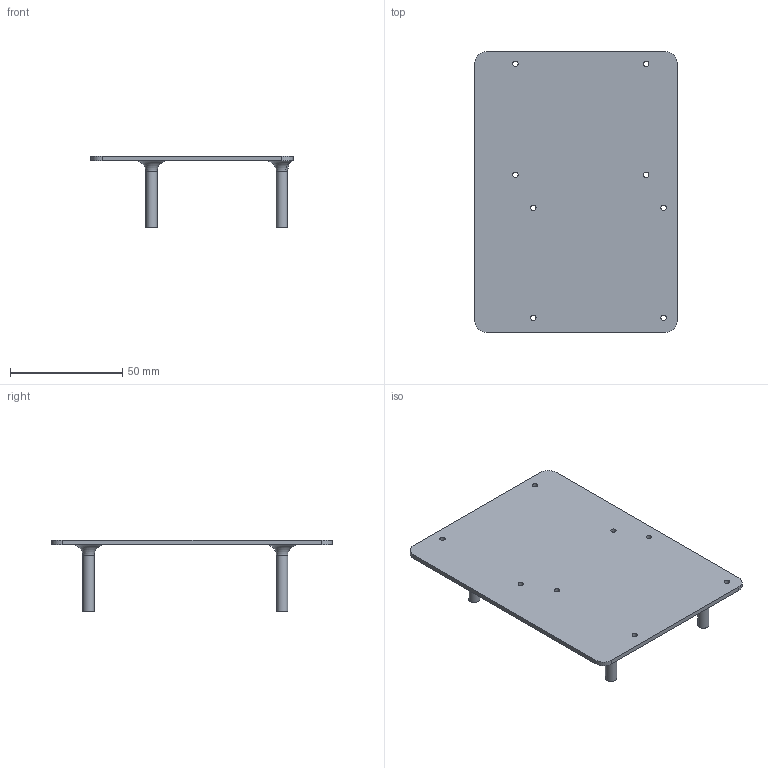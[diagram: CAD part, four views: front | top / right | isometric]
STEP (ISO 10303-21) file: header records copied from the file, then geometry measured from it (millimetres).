
FILE_DESCRIPTION(/* description */ (''),/* implementation_level */ '2;1');
FILE_NAME(/* name */ '5f1f8bdf2672bf1207f2f288',/* time_stamp */ '2020-07-28T02:22:24+00:00',/* author */ (''),/* organization */ (''),/* preprocessor_version */ 'ST-DEVELOPER v16.7',/* originating_system */ $,/* authorisation */ $);
FILE_SCHEMA (('AUTOMOTIVE_DESIGN {1 0 10303 214 3 1 1}'));
Length unit declared in the file: metre
Products named in the file (1): Adapter_Plate
Bounding box: 90 x 125 x 32 mm (x, y, z)
Volume: 24967 mm3; surface area: 25748.8 mm2
Topology: 1 solids, 1 shells, 40 faces, 90 edges, 58 vertices
Faces by surface type: cylinder 20, plane 14, torus 4, bspline 2
Full cylindrical faces by diameter (mm): 1.6 x4, 2.4 x8, 5 x4
Entity records: 1149 total; most frequent: CARTESIAN_POINT 240, DIRECTION 194, ORIENTED_EDGE 140, AXIS2_PLACEMENT_3D 87, EDGE_LOOP 80, FACE_BOUND 80, EDGE_CURVE 70, VERTEX_POINT 56
